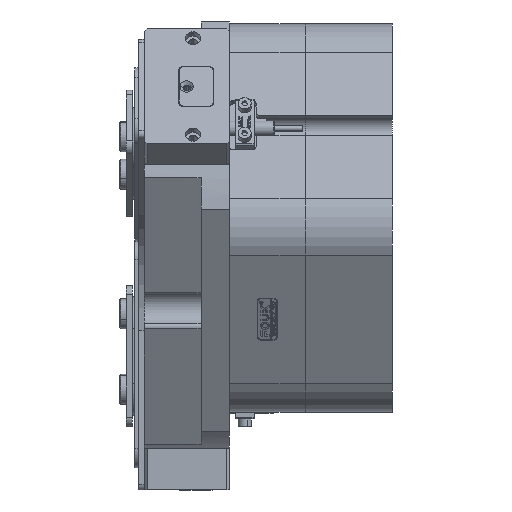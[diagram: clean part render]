
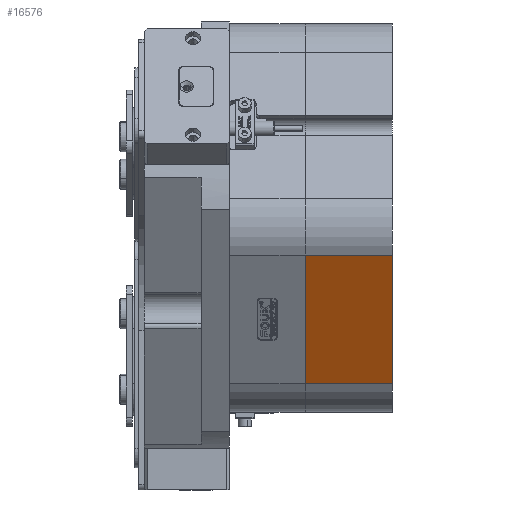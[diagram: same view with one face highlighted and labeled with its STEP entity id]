
A CAD part, left-side view. The second image highlights one B-rep face of the part: STEP entity #16576.
In plain terms, the highlighted face is planar.
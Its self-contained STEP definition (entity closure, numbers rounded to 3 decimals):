
#2416 = CARTESIAN_POINT ( 'NONE',  ( 70.437, 46., 86. ) ) ;
#5730 = PLANE ( 'NONE',  #14714 ) ;
#5745 = CARTESIAN_POINT ( 'NONE',  ( 61.776, 46., 101. ) ) ;
#6499 = EDGE_CURVE ( 'NONE', #13557, #54935, #19156, .T. ) ;
#6996 = DIRECTION ( 'NONE',  ( 0., 1., 0. ) ) ;
#7974 = VERTEX_POINT ( 'NONE', #29855 ) ;
#11347 = DIRECTION ( 'NONE',  ( 0.5, 0., -0.866 ) ) ;
#11421 = DIRECTION ( 'NONE',  ( 0., -1., 0. ) ) ;
#12626 = ORIENTED_EDGE ( 'NONE', *, *, #42312, .F. ) ;
#12763 = VECTOR ( 'NONE', #28341, 1000. ) ;
#13042 = ORIENTED_EDGE ( 'NONE', *, *, #6499, .T. ) ;
#13273 = CARTESIAN_POINT ( 'NONE',  ( 70.437, 0., 86. ) ) ;
#13557 = VERTEX_POINT ( 'NONE', #2416 ) ;
#14714 = AXIS2_PLACEMENT_3D ( 'NONE', #26432, #57844, #52159 ) ;
#16399 = LINE ( 'NONE', #53640, #18029 ) ;
#16576 = ADVANCED_FACE ( 'NONE', ( #44856 ), #5730, .F. ) ;
#17915 = ORIENTED_EDGE ( 'NONE', *, *, #40323, .T. ) ;
#18029 = VECTOR ( 'NONE', #6996, 1000. ) ;
#18428 = CARTESIAN_POINT ( 'NONE',  ( 61.776, 0., 101. ) ) ;
#19156 = LINE ( 'NONE', #21322, #36114 ) ;
#19234 = ORIENTED_EDGE ( 'NONE', *, *, #57953, .T. ) ;
#20553 = CARTESIAN_POINT ( 'NONE',  ( 109.697, 0., 18. ) ) ;
#21322 = CARTESIAN_POINT ( 'NONE',  ( 70.437, 46., 86. ) ) ;
#26432 = CARTESIAN_POINT ( 'NONE',  ( 61.776, 46., 101. ) ) ;
#27517 = LINE ( 'NONE', #5745, #45268 ) ;
#28178 = VERTEX_POINT ( 'NONE', #20553 ) ;
#28341 = DIRECTION ( 'NONE',  ( 0.5, 0., -0.866 ) ) ;
#29855 = CARTESIAN_POINT ( 'NONE',  ( 109.697, 46., 18. ) ) ;
#36114 = VECTOR ( 'NONE', #11421, 1000. ) ;
#40323 = EDGE_CURVE ( 'NONE', #28178, #7974, #16399, .T. ) ;
#42312 = EDGE_CURVE ( 'NONE', #13557, #7974, #27517, .T. ) ;
#44194 = EDGE_LOOP ( 'NONE', ( #19234, #17915, #12626, #13042 ) ) ;
#44856 = FACE_OUTER_BOUND ( 'NONE', #44194, .T. ) ;
#45268 = VECTOR ( 'NONE', #11347, 1000. ) ;
#52159 = DIRECTION ( 'NONE',  ( -0.5, 0., 0.866 ) ) ;
#53640 = CARTESIAN_POINT ( 'NONE',  ( 109.697, 46., 18. ) ) ;
#54935 = VERTEX_POINT ( 'NONE', #13273 ) ;
#57844 = DIRECTION ( 'NONE',  ( -0.866, 0., -0.5 ) ) ;
#57953 = EDGE_CURVE ( 'NONE', #54935, #28178, #63674, .T. ) ;
#63674 = LINE ( 'NONE', #18428, #12763 ) ;
